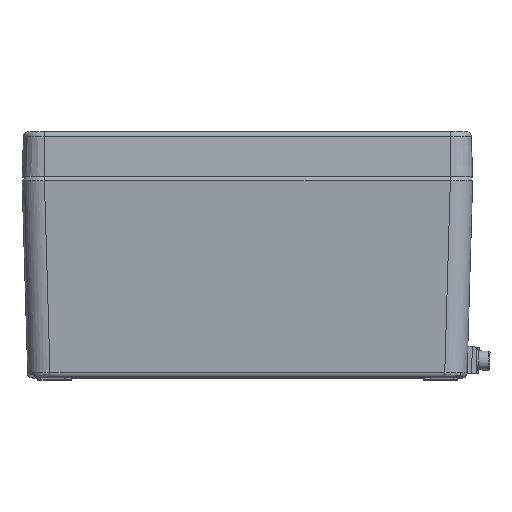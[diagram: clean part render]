
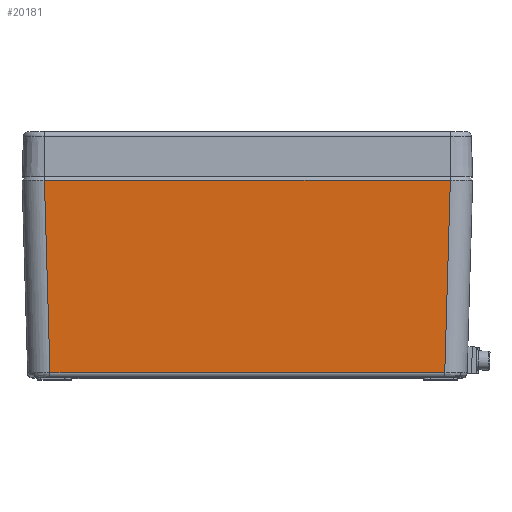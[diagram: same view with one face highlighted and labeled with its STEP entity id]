
A CAD part, top view. The second image highlights one B-rep face of the part: STEP entity #20181.
In plain terms, the highlighted planar face has unit normal (0, -0.029, 1).
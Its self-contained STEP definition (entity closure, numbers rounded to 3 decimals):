
#1286=PLANE('',#22060);
#2370=LINE('',#37191,#3967);
#2371=LINE('',#37193,#3968);
#2372=LINE('',#37195,#3969);
#2373=LINE('',#37196,#3970);
#3967=VECTOR('',#25523,1000.);
#3968=VECTOR('',#25524,1000.);
#3969=VECTOR('',#25525,1000.);
#3970=VECTOR('',#25526,1000.);
#5979=FACE_OUTER_BOUND('',#7487,.T.);
#7487=EDGE_LOOP('',(#16344,#16345,#16346,#16347));
#9607=VERTEX_POINT('',#33383);
#10090=VERTEX_POINT('',#37190);
#10091=VERTEX_POINT('',#37192);
#10092=VERTEX_POINT('',#37194);
#12392=EDGE_CURVE('',#9607,#10090,#2370,.T.);
#12393=EDGE_CURVE('',#10090,#10091,#2371,.T.);
#12394=EDGE_CURVE('',#10091,#10092,#2372,.T.);
#12395=EDGE_CURVE('',#10092,#9607,#2373,.T.);
#16344=ORIENTED_EDGE('',*,*,#12392,.T.);
#16345=ORIENTED_EDGE('',*,*,#12393,.T.);
#16346=ORIENTED_EDGE('',*,*,#12394,.T.);
#16347=ORIENTED_EDGE('',*,*,#12395,.T.);
#20181=ADVANCED_FACE('',(#5979),#1286,.T.);
#22060=AXIS2_PLACEMENT_3D('',#37189,#25521,#25522);
#25521=DIRECTION('center_axis',(0.,-0.029,
1.));
#25522=DIRECTION('ref_axis',(0.,-1.,-0.029));
#25523=DIRECTION('',(0.029,0.999,0.029));
#25524=DIRECTION('',(-1.,0.,0.));
#25525=DIRECTION('',(0.029,-0.999,-0.029));
#25526=DIRECTION('',(1.,0.,0.));
#33383=CARTESIAN_POINT('',(88.46,-88.058,113.456));
#37189=CARTESIAN_POINT('Origin',(-101.,0.,116.));
#37190=CARTESIAN_POINT('',(90.952,-1.799,115.948));
#37191=CARTESIAN_POINT('',(90.844,-5.538,115.84));
#37192=CARTESIAN_POINT('',(-90.952,-1.799,115.948));
#37193=CARTESIAN_POINT('',(-101.,-1.799,115.948));
#37194=CARTESIAN_POINT('',(-88.46,-88.058,113.456));
#37195=CARTESIAN_POINT('',(-91.012,0.288,116.008));
#37196=CARTESIAN_POINT('',(88.404,-88.058,113.456));
